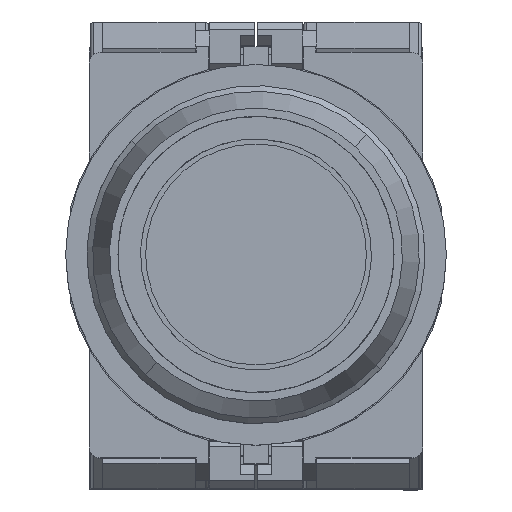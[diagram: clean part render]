
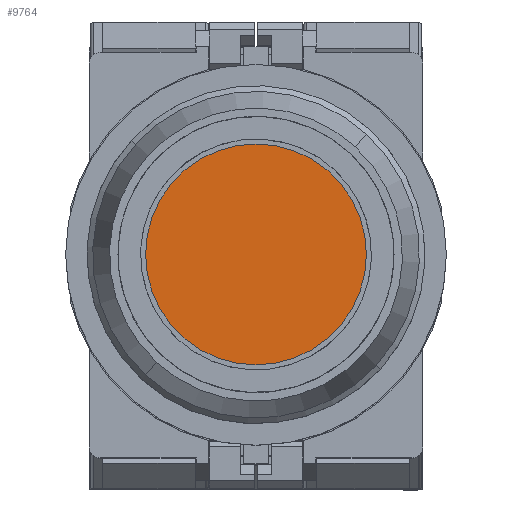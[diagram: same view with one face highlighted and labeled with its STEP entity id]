
A CAD part, top view. The second image highlights one B-rep face of the part: STEP entity #9764.
In plain terms, the highlighted planar face has unit normal (0, 0, 1).
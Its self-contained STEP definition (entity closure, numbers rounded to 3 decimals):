
#2153 = ORIENTED_EDGE ( 'NONE', *, *, #20030, .T. ) ;
#4309 = DIRECTION ( 'NONE',  ( 0., 1., 0. ) ) ;
#4512 = CARTESIAN_POINT ( 'NONE',  ( -9.918, -9.918, 20. ) ) ;
#4892 = DIRECTION ( 'NONE',  ( 0., 1., 0. ) ) ;
#9764 = ADVANCED_FACE ( 'NONE', ( #13764 ), #21173, .T. ) ;
#10330 = VERTEX_POINT ( 'NONE', #14455 ) ;
#10399 = AXIS2_PLACEMENT_3D ( 'NONE', #4512, #11940, #19336 ) ;
#10459 = CIRCLE ( 'NONE', #24037, 9.8 ) ;
#11290 = AXIS2_PLACEMENT_3D ( 'NONE', #14139, #21552, #4892 ) ;
#11940 = DIRECTION ( 'NONE',  ( 0., 0., 1. ) ) ;
#13562 = CARTESIAN_POINT ( 'NONE',  ( 0., 0., 20. ) ) ;
#13764 = FACE_OUTER_BOUND ( 'NONE', #22387, .T. ) ;
#14139 = CARTESIAN_POINT ( 'NONE',  ( 0., 0., 20. ) ) ;
#14455 = CARTESIAN_POINT ( 'NONE',  ( 0., 9.8, 20. ) ) ;
#18464 = EDGE_CURVE ( 'NONE', #10330, #20480, #10459, .T. ) ;
#18491 = ORIENTED_EDGE ( 'NONE', *, *, #18464, .T. ) ;
#19336 = DIRECTION ( 'NONE',  ( 1., 0., 0. ) ) ;
#20030 = EDGE_CURVE ( 'NONE', #20480, #10330, #21770, .T. ) ;
#20480 = VERTEX_POINT ( 'NONE', #21686 ) ;
#20972 = DIRECTION ( 'NONE',  ( 0., 0., 1. ) ) ;
#21173 = PLANE ( 'NONE',  #10399 ) ;
#21552 = DIRECTION ( 'NONE',  ( 0., 0., 1. ) ) ;
#21686 = CARTESIAN_POINT ( 'NONE',  ( 0., -9.8, 20. ) ) ;
#21770 = CIRCLE ( 'NONE', #11290, 9.8 ) ;
#22387 = EDGE_LOOP ( 'NONE', ( #18491, #2153 ) ) ;
#24037 = AXIS2_PLACEMENT_3D ( 'NONE', #13562, #20972, #4309 ) ;
